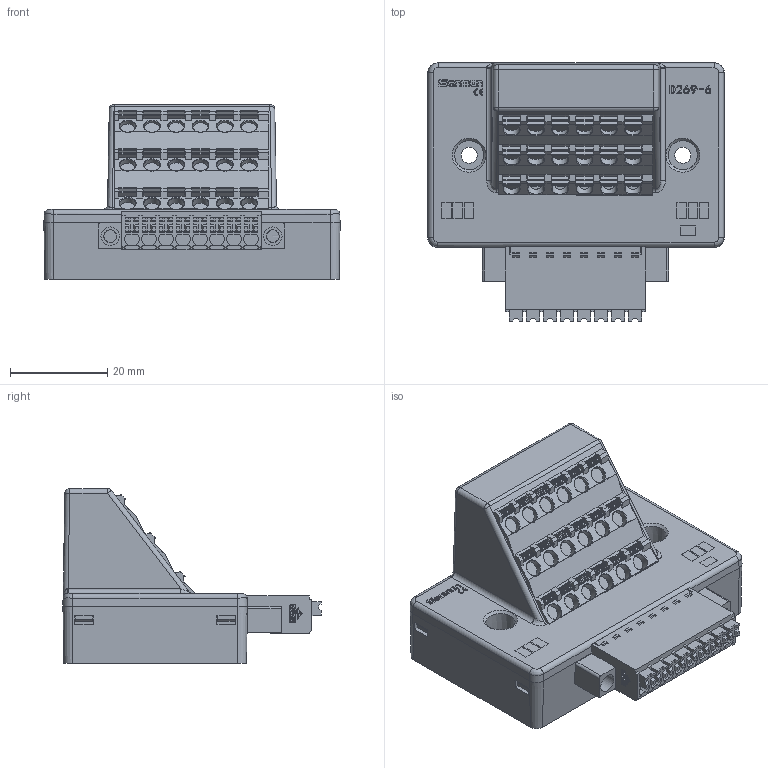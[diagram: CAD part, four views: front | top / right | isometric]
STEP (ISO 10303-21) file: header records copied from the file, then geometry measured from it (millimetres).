
FILE_DESCRIPTION(/* description */ (''),/* implementation_level */ '2;1');
FILE_NAME(/* name */ 'D269-6 3D.stp',/* time_stamp */ '2024-08-14T19:15:10+08:00',/* author */ (''),/* organization */ (''),/* preprocessor_version */ 'ST-DEVELOPER v14',/* originating_system */ 'SIEMENS PLM Software NX 8.0',/* authorisation */ '');
FILE_SCHEMA (('AUTOMOTIVE_DESIGN { 1 0 10303 214 3 1 1 1 }'));
Products named in the file (1): D269-6 3D_stp
Bounding box: 61 x 53.15 x 36 mm (x, y, z)
Volume: 48131.5 mm3; surface area: 12668.9 mm2
Topology: 1 solids, 14 shells, 2877 faces, 7941 edges, 5211 vertices
Faces by surface type: plane 2490, cylinder 261, sphere 38, bspline 32, extrusion 30, torus 18, cone 8
Full cylindrical faces by diameter (mm): 2.6 x2, 3.3 x20, 3.8 x2
Entity records: 105759 total; most frequent: CARTESIAN_POINT 17910, ORIENTED_EDGE 15760, DIRECTION 14083, EDGE_CURVE 7880, VECTOR 7123, LINE 7093, VERTEX_POINT 5186, AXIS2_PLACEMENT_3D 3480
